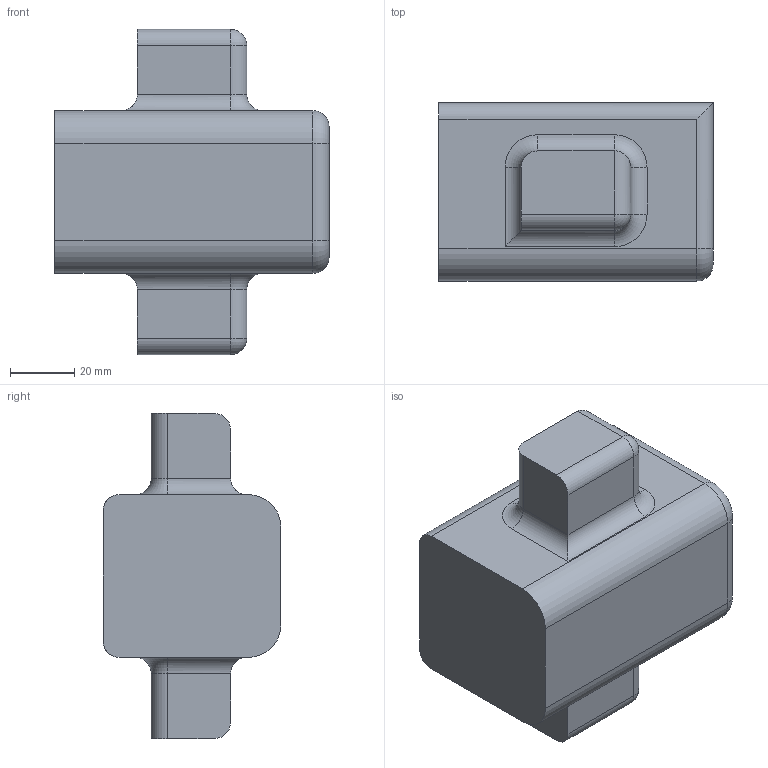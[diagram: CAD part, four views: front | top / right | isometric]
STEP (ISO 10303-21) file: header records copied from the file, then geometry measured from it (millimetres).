
FILE_DESCRIPTION(('STEP AP242'),'1');
FILE_NAME('bb_boxblend_03_colored_mirrored.stp','2019-09-23T08:31:38',(' '),(' '),'Spatial InterOp 3D',' ',' ');
FILE_SCHEMA(('AP242_MANAGED_MODEL_BASED_3D_ENGINEERING_MIM_LF {1 0 10303 442 1 1 4}'));
Length unit declared in the file: metre
Products named in the file (1): Solid1
Bounding box: 85.67 x 55.56 x 101.6 mm (x, y, z)
Volume: 279267.9 mm3; surface area: 27243.1 mm2
Topology: 1 solids, 1 shells, 51 faces, 115 edges, 66 vertices
Faces by surface type: cylinder 25, plane 16, torus 8, sphere 2
Entity records: 1828 total; most frequent: DIRECTION 269, CARTESIAN_POINT 231, ORIENTED_EDGE 226, EDGE_CURVE 113, AXIS2_PLACEMENT_3D 104, VERTEX_POINT 66, LINE 61, VECTOR 61
